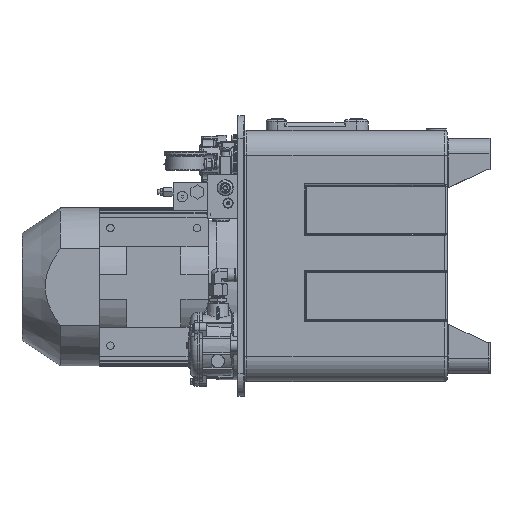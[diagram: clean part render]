
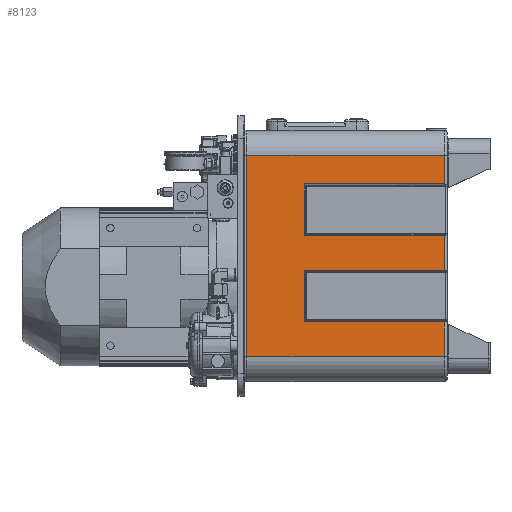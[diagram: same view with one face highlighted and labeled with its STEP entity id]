
A CAD part, left-side view. The second image highlights one B-rep face of the part: STEP entity #8123.
In plain terms, the highlighted planar face has unit normal (-1, 0, 0).
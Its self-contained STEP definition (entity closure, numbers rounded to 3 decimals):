
#8123=ADVANCED_FACE('',(#28115),#28117,.F.);
#28115=FACE_BOUND('',#28116,.T.);
#28116=EDGE_LOOP('',(#62731,#62732,#62733,#62734,#62735,#62736,#62737,#62738,#62739,
#62740,#62741,#62742));
#28117=PLANE('',#28118);
#28118=AXIS2_PLACEMENT_3D('',#28119,#28120,#28121);
#28119=CARTESIAN_POINT('',(-283.,-167.5,0.));
#28120=DIRECTION('',(1.,0.,0.));
#28121=DIRECTION('',(0.,0.,1.));
#62731=ORIENTED_EDGE('',*,*,#73196,.T.);
#62732=ORIENTED_EDGE('',*,*,#73197,.T.);
#62733=ORIENTED_EDGE('',*,*,#73198,.T.);
#62734=ORIENTED_EDGE('',*,*,#72784,.T.);
#62735=ORIENTED_EDGE('',*,*,#73199,.F.);
#62736=ORIENTED_EDGE('',*,*,#73200,.T.);
#62737=ORIENTED_EDGE('',*,*,#73201,.T.);
#62738=ORIENTED_EDGE('',*,*,#73202,.T.);
#62739=ORIENTED_EDGE('',*,*,#73203,.T.);
#62740=ORIENTED_EDGE('',*,*,#73204,.T.);
#62741=ORIENTED_EDGE('',*,*,#73205,.T.);
#62742=ORIENTED_EDGE('',*,*,#73206,.T.);
#72784=EDGE_CURVE('',#84265,#84266,#84267,.T.);
#73196=EDGE_CURVE('',#84918,#84919,#84920,.T.);
#73197=EDGE_CURVE('',#84919,#84921,#84922,.T.);
#73198=EDGE_CURVE('',#84921,#84265,#84923,.T.);
#73199=EDGE_CURVE('',#84924,#84266,#84925,.T.);
#73200=EDGE_CURVE('',#84924,#84926,#84927,.T.);
#73201=EDGE_CURVE('',#84926,#84928,#84929,.T.);
#73202=EDGE_CURVE('',#84928,#84930,#84931,.T.);
#73203=EDGE_CURVE('',#84930,#84932,#84933,.T.);
#73204=EDGE_CURVE('',#84932,#84934,#84935,.T.);
#73205=EDGE_CURVE('',#84934,#84936,#84937,.T.);
#73206=EDGE_CURVE('',#84936,#84918,#84938,.T.);
#84265=VERTEX_POINT('',#93195);
#84266=VERTEX_POINT('',#93196);
#84267=LINE('',#93197,#93198);
#84918=VERTEX_POINT('',#94991);
#84919=VERTEX_POINT('',#94992);
#84920=LINE('',#94993,#94994);
#84921=VERTEX_POINT('',#94996);
#84922=LINE('',#94997,#94998);
#84923=LINE('',#95000,#95001);
#84924=VERTEX_POINT('',#95003);
#84925=LINE('',#95004,#95005);
#84926=VERTEX_POINT('',#95007);
#84927=LINE('',#95008,#95009);
#84928=VERTEX_POINT('',#95011);
#84929=LINE('',#95012,#95013);
#84930=VERTEX_POINT('',#95015);
#84931=LINE('',#95016,#95017);
#84932=VERTEX_POINT('',#95019);
#84933=LINE('',#95020,#95021);
#84934=VERTEX_POINT('',#95023);
#84935=LINE('',#95024,#95025);
#84936=VERTEX_POINT('',#95027);
#84937=LINE('',#95028,#95029);
#84938=LINE('',#95031,#95032);
#93195=CARTESIAN_POINT('',(-283.,-327.,163.));
#93196=CARTESIAN_POINT('',(-283.,-8.,163.));
#93197=CARTESIAN_POINT('',(-283.,-327.,163.));
#93198=VECTOR('',#93199,1.);
#93199=DIRECTION('',(0.,1.,0.));
#94991=CARTESIAN_POINT('',(-283.,-100.536,33.536));
#94992=CARTESIAN_POINT('',(-283.,-100.536,116.464));
#94993=CARTESIAN_POINT('',(-283.,-100.536,33.536));
#94994=VECTOR('',#94995,1.);
#94995=DIRECTION('',(0.,0.,1.));
#94996=CARTESIAN_POINT('',(-283.,-327.,116.464));
#94997=CARTESIAN_POINT('',(-283.,-100.536,116.464));
#94998=VECTOR('',#94999,1.);
#94999=DIRECTION('',(0.,-1.,0.));
#95000=CARTESIAN_POINT('',(-283.,-327.,116.464));
#95001=VECTOR('',#95002,1.);
#95002=DIRECTION('',(0.,0.,1.));
#95003=CARTESIAN_POINT('',(-283.,-8.,-163.));
#95004=CARTESIAN_POINT('',(-283.,-8.,-163.));
#95005=VECTOR('',#95006,1.);
#95006=DIRECTION('',(0.,0.,1.));
#95007=CARTESIAN_POINT('',(-283.,-327.,-163.));
#95008=CARTESIAN_POINT('',(-283.,-8.,-163.));
#95009=VECTOR('',#95010,1.);
#95010=DIRECTION('',(0.,-1.,0.));
#95011=CARTESIAN_POINT('',(-283.,-327.,-106.464));
#95012=CARTESIAN_POINT('',(-283.,-327.,-163.));
#95013=VECTOR('',#95014,1.);
#95014=DIRECTION('',(0.,0.,1.));
#95015=CARTESIAN_POINT('',(-283.,-100.536,-106.464));
#95016=CARTESIAN_POINT('',(-283.,-327.,-106.464));
#95017=VECTOR('',#95018,1.);
#95018=DIRECTION('',(0.,1.,0.));
#95019=CARTESIAN_POINT('',(-283.,-100.536,-23.536));
#95020=CARTESIAN_POINT('',(-283.,-100.536,-106.464));
#95021=VECTOR('',#95022,1.);
#95022=DIRECTION('',(0.,0.,1.));
#95023=CARTESIAN_POINT('',(-283.,-327.,-23.536));
#95024=CARTESIAN_POINT('',(-283.,-100.536,-23.536));
#95025=VECTOR('',#95026,1.);
#95026=DIRECTION('',(0.,-1.,0.));
#95027=CARTESIAN_POINT('',(-283.,-327.,33.536));
#95028=CARTESIAN_POINT('',(-283.,-327.,-23.536));
#95029=VECTOR('',#95030,1.);
#95030=DIRECTION('',(0.,0.,1.));
#95031=CARTESIAN_POINT('',(-283.,-327.,33.536));
#95032=VECTOR('',#95033,1.);
#95033=DIRECTION('',(0.,1.,0.));
